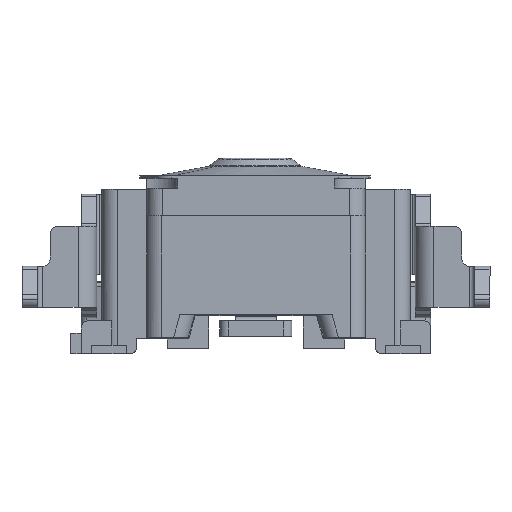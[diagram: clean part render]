
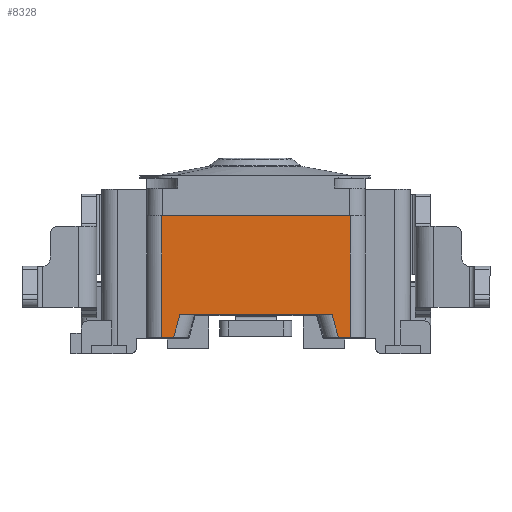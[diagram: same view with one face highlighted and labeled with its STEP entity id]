
A CAD part, left-side view. The second image highlights one B-rep face of the part: STEP entity #8328.
In plain terms, the highlighted planar face has unit normal (-1, 0, 0).
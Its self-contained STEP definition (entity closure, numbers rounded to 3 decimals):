
#61 = DIRECTION ( 'NONE',  ( 0., 0., 1. ) ) ;
#400 = DIRECTION ( 'NONE',  ( 0., -0.272, 0.962 ) ) ;
#552 = FACE_OUTER_BOUND ( 'NONE', #5962, .T. ) ;
#594 = CARTESIAN_POINT ( 'NONE',  ( 0.055, 0.423, 3.87 ) ) ;
#921 = CARTESIAN_POINT ( 'NONE',  ( 0.055, 0.571, 5.3 ) ) ;
#957 = CARTESIAN_POINT ( 'NONE',  ( 0.055, 0.571, 4.94 ) ) ;
#1027 = VECTOR ( 'NONE', #6502, 1000. ) ;
#1192 = DIRECTION ( 'NONE',  ( 0., 1., 0. ) ) ;
#1304 = VECTOR ( 'NONE', #4714, 1000. ) ;
#1349 = CARTESIAN_POINT ( 'NONE',  ( 0.055, -1.087, 3.98 ) ) ;
#1541 = EDGE_CURVE ( 'NONE', #7765, #11907, #2694, .T. ) ;
#1694 = CARTESIAN_POINT ( 'NONE',  ( 0.055, 0.313, 3.76 ) ) ;
#1753 = LINE ( 'NONE', #2055, #4008 ) ;
#1866 = EDGE_CURVE ( 'NONE', #2374, #11907, #4984, .T. ) ;
#2055 = CARTESIAN_POINT ( 'NONE',  ( 0.055, 0.722, 4.94 ) ) ;
#2062 = ORIENTED_EDGE ( 'NONE', *, *, #9234, .F. ) ;
#2111 = VERTEX_POINT ( 'NONE', #7719 ) ;
#2374 = VERTEX_POINT ( 'NONE', #10774 ) ;
#2528 = DIRECTION ( 'NONE',  ( 1., 0., 0. ) ) ;
#2694 = LINE ( 'NONE', #3025, #9788 ) ;
#2712 = VERTEX_POINT ( 'NONE', #3001 ) ;
#3001 = CARTESIAN_POINT ( 'NONE',  ( 0.055, 0.571, 3.76 ) ) ;
#3017 = EDGE_CURVE ( 'NONE', #2712, #9836, #5568, .T. ) ;
#3025 = CARTESIAN_POINT ( 'NONE',  ( 0.055, 0.722, 3.98 ) ) ;
#3559 = LINE ( 'NONE', #8597, #1304 ) ;
#3951 = ORIENTED_EDGE ( 'NONE', *, *, #11573, .T. ) ;
#4008 = VECTOR ( 'NONE', #9748, 1000. ) ;
#4178 = EDGE_CURVE ( 'NONE', #11697, #10310, #7862, .T. ) ;
#4714 = DIRECTION ( 'NONE',  ( 0., 0., -1. ) ) ;
#4984 = LINE ( 'NONE', #594, #12287 ) ;
#5568 = LINE ( 'NONE', #921, #10391 ) ;
#5962 = EDGE_LOOP ( 'NONE', ( #11590, #6793, #7042, #3951, #10941, #2062, #8930, #8842 ) ) ;
#6502 = DIRECTION ( 'NONE',  ( 0., -0.272, -0.962 ) ) ;
#6793 = ORIENTED_EDGE ( 'NONE', *, *, #4178, .F. ) ;
#7042 = ORIENTED_EDGE ( 'NONE', *, *, #8573, .F. ) ;
#7479 = DIRECTION ( 'NONE',  ( 0., 1., 0. ) ) ;
#7719 = CARTESIAN_POINT ( 'NONE',  ( 0.055, -1.266, 4.94 ) ) ;
#7765 = VERTEX_POINT ( 'NONE', #1349 ) ;
#7862 = LINE ( 'NONE', #12158, #10069 ) ;
#7967 = EDGE_CURVE ( 'NONE', #7765, #10310, #11228, .T. ) ;
#8315 = PLANE ( 'NONE',  #11407 ) ;
#8328 = ADVANCED_FACE ( 'NONE', ( #552 ), #8315, .F. ) ;
#8414 = CARTESIAN_POINT ( 'NONE',  ( 0.055, -1.118, 3.87 ) ) ;
#8573 = EDGE_CURVE ( 'NONE', #2111, #11697, #3559, .T. ) ;
#8597 = CARTESIAN_POINT ( 'NONE',  ( 0.055, -1.266, 5.3 ) ) ;
#8605 = CARTESIAN_POINT ( 'NONE',  ( 0.055, -1.149, 3.76 ) ) ;
#8842 = ORIENTED_EDGE ( 'NONE', *, *, #1541, .F. ) ;
#8930 = ORIENTED_EDGE ( 'NONE', *, *, #1866, .T. ) ;
#9001 = CARTESIAN_POINT ( 'NONE',  ( 0.055, -1.266, 3.76 ) ) ;
#9234 = EDGE_CURVE ( 'NONE', #2374, #2712, #12204, .T. ) ;
#9244 = CARTESIAN_POINT ( 'NONE',  ( 0.055, 0.722, 3.6 ) ) ;
#9273 = DIRECTION ( 'NONE',  ( 0., 0., -1. ) ) ;
#9742 = VECTOR ( 'NONE', #7479, 1000. ) ;
#9748 = DIRECTION ( 'NONE',  ( 0., 1., 0. ) ) ;
#9788 = VECTOR ( 'NONE', #1192, 1000. ) ;
#9836 = VERTEX_POINT ( 'NONE', #957 ) ;
#10069 = VECTOR ( 'NONE', #12145, 1000. ) ;
#10310 = VERTEX_POINT ( 'NONE', #8605 ) ;
#10391 = VECTOR ( 'NONE', #61, 1000. ) ;
#10774 = CARTESIAN_POINT ( 'NONE',  ( 0.055, 0.454, 3.76 ) ) ;
#10941 = ORIENTED_EDGE ( 'NONE', *, *, #3017, .F. ) ;
#11228 = LINE ( 'NONE', #8414, #1027 ) ;
#11251 = CARTESIAN_POINT ( 'NONE',  ( 0.055, 0.392, 3.98 ) ) ;
#11407 = AXIS2_PLACEMENT_3D ( 'NONE', #9244, #2528, #9273 ) ;
#11573 = EDGE_CURVE ( 'NONE', #2111, #9836, #1753, .T. ) ;
#11590 = ORIENTED_EDGE ( 'NONE', *, *, #7967, .T. ) ;
#11697 = VERTEX_POINT ( 'NONE', #9001 ) ;
#11907 = VERTEX_POINT ( 'NONE', #11251 ) ;
#12145 = DIRECTION ( 'NONE',  ( 0., 1., 0. ) ) ;
#12158 = CARTESIAN_POINT ( 'NONE',  ( 0.055, -1.008, 3.76 ) ) ;
#12204 = LINE ( 'NONE', #1694, #9742 ) ;
#12287 = VECTOR ( 'NONE', #400, 1000. ) ;
